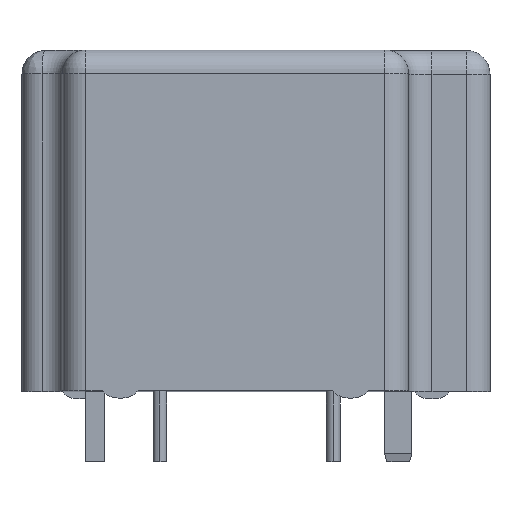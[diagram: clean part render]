
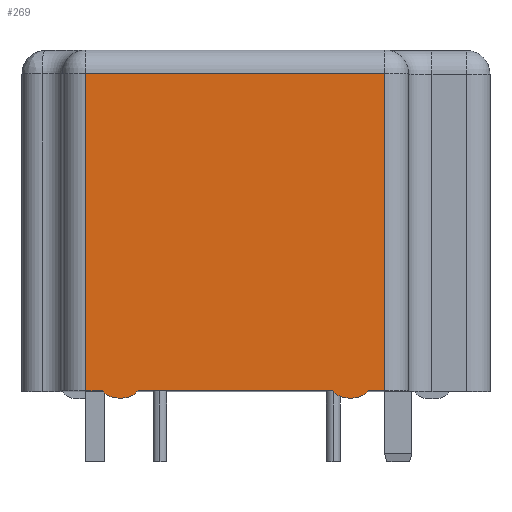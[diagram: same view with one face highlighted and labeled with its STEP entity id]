
A CAD part, top view. The second image highlights one B-rep face of the part: STEP entity #269.
In plain terms, the highlighted planar face has unit normal (0, 0, 1).
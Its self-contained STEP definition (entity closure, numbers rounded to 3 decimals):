
#13 = DIRECTION ( 'NONE',  ( 0., 0., 1. ) ) ;
#17 = CARTESIAN_POINT ( 'NONE',  ( -7.826, 0., 16.255 ) ) ;
#24 = DIRECTION ( 'NONE',  ( 1., 0., 0. ) ) ;
#25 = CIRCLE ( 'NONE', #1373, 1.2 ) ;
#32 = DIRECTION ( 'NONE',  ( -1., 0., 0. ) ) ;
#38 = DIRECTION ( 'NONE',  ( 1., 0., 0. ) ) ;
#46 = VERTEX_POINT ( 'NONE', #644 ) ;
#74 = DIRECTION ( 'NONE',  ( 1., 0., 0. ) ) ;
#93 = EDGE_CURVE ( 'NONE', #1486, #2185, #1638, .T. ) ;
#136 = VECTOR ( 'NONE', #1795, 1000. ) ;
#145 = VECTOR ( 'NONE', #2066, 1000. ) ;
#151 = EDGE_CURVE ( 'NONE', #354, #2172, #25, .T. ) ;
#174 = VECTOR ( 'NONE', #1621, 1000. ) ;
#194 = CARTESIAN_POINT ( 'NONE',  ( -8.086, 1.2, 16.255 ) ) ;
#230 = LINE ( 'NONE', #1461, #174 ) ;
#269 = ADVANCED_FACE ( 'NONE', ( #759 ), #975, .F. ) ;
#309 = EDGE_CURVE ( 'NONE', #2172, #1705, #824, .T. ) ;
#354 = VERTEX_POINT ( 'NONE', #536 ) ;
#364 = CARTESIAN_POINT ( 'NONE',  ( 5.666, 1.2, 16.255 ) ) ;
#382 = CARTESIAN_POINT ( 'NONE',  ( 7.556, 0.43, 16.255 ) ) ;
#388 = CARTESIAN_POINT ( 'NONE',  ( 7.556, 83.337, 16.255 ) ) ;
#392 = CARTESIAN_POINT ( 'NONE',  ( -11.356, 19.02, 16.255 ) ) ;
#400 = ORIENTED_EDGE ( 'NONE', *, *, #1987, .T. ) ;
#420 = CARTESIAN_POINT ( 'NONE',  ( -11.356, 0.43, 16.255 ) ) ;
#428 = CARTESIAN_POINT ( 'NONE',  ( 6.586, 0.43, 16.255 ) ) ;
#456 = CARTESIAN_POINT ( 'NONE',  ( 7.556, 19.02, 16.255 ) ) ;
#471 = VERTEX_POINT ( 'NONE', #799 ) ;
#480 = DIRECTION ( 'NONE',  ( 0., 0., -1. ) ) ;
#487 = CARTESIAN_POINT ( 'NONE',  ( 5.666, 0., 16.255 ) ) ;
#505 = ORIENTED_EDGE ( 'NONE', *, *, #1825, .T. ) ;
#536 = CARTESIAN_POINT ( 'NONE',  ( 4.486, 0.43, 16.255 ) ) ;
#603 = CARTESIAN_POINT ( 'NONE',  ( -6.906, 0.43, 16.255 ) ) ;
#644 = CARTESIAN_POINT ( 'NONE',  ( -9.976, 19.02, 16.255 ) ) ;
#663 = VECTOR ( 'NONE', #1654, 1000. ) ;
#669 = LINE ( 'NONE', #388, #663 ) ;
#749 = CARTESIAN_POINT ( 'NONE',  ( -9.006, 0.43, 16.255 ) ) ;
#759 = FACE_OUTER_BOUND ( 'NONE', #1954, .T. ) ;
#799 = CARTESIAN_POINT ( 'NONE',  ( -8.086, 0., 16.255 ) ) ;
#824 = LINE ( 'NONE', #1933, #2399 ) ;
#922 = DIRECTION ( 'NONE',  ( -1., 0., 0. ) ) ;
#926 = VERTEX_POINT ( 'NONE', #749 ) ;
#975 = PLANE ( 'NONE',  #1949 ) ;
#991 = EDGE_CURVE ( 'NONE', #2185, #1133, #669, .T. ) ;
#998 = EDGE_CURVE ( 'NONE', #1705, #1486, #2266, .T. ) ;
#1052 = LINE ( 'NONE', #420, #1118 ) ;
#1087 = CARTESIAN_POINT ( 'NONE',  ( -11.356, 0.43, 16.255 ) ) ;
#1112 = VERTEX_POINT ( 'NONE', #17 ) ;
#1118 = VECTOR ( 'NONE', #24, 1000. ) ;
#1133 = VERTEX_POINT ( 'NONE', #456 ) ;
#1185 = ORIENTED_EDGE ( 'NONE', *, *, #151, .T. ) ;
#1234 = DIRECTION ( 'NONE',  ( -1., 0., 0. ) ) ;
#1244 = EDGE_CURVE ( 'NONE', #1112, #1931, #2362, .T. ) ;
#1283 = DIRECTION ( 'NONE',  ( -1., 0., 0. ) ) ;
#1296 = DIRECTION ( 'NONE',  ( 0., 0., 1. ) ) ;
#1323 = ORIENTED_EDGE ( 'NONE', *, *, #1382, .T. ) ;
#1326 = ORIENTED_EDGE ( 'NONE', *, *, #2091, .T. ) ;
#1347 = EDGE_CURVE ( 'NONE', #1479, #926, #1962, .T. ) ;
#1357 = ORIENTED_EDGE ( 'NONE', *, *, #309, .T. ) ;
#1373 = AXIS2_PLACEMENT_3D ( 'NONE', #1701, #13, #922 ) ;
#1382 = EDGE_CURVE ( 'NONE', #46, #1479, #1797, .T. ) ;
#1389 = ORIENTED_EDGE ( 'NONE', *, *, #991, .T. ) ;
#1454 = ORIENTED_EDGE ( 'NONE', *, *, #93, .T. ) ;
#1455 = AXIS2_PLACEMENT_3D ( 'NONE', #194, #2419, #2361 ) ;
#1461 = CARTESIAN_POINT ( 'NONE',  ( -8.086, 0., 16.255 ) ) ;
#1479 = VERTEX_POINT ( 'NONE', #1728 ) ;
#1486 = VERTEX_POINT ( 'NONE', #428 ) ;
#1558 = CARTESIAN_POINT ( 'NONE',  ( 5.406, 0., 16.255 ) ) ;
#1602 = CARTESIAN_POINT ( 'NONE',  ( -11.356, 83.337, 16.255 ) ) ;
#1621 = DIRECTION ( 'NONE',  ( 1., 0., 0. ) ) ;
#1628 = VECTOR ( 'NONE', #38, 1000. ) ;
#1638 = LINE ( 'NONE', #1087, #1628 ) ;
#1654 = DIRECTION ( 'NONE',  ( 0., 1., 0. ) ) ;
#1701 = CARTESIAN_POINT ( 'NONE',  ( 5.406, 1.2, 16.255 ) ) ;
#1705 = VERTEX_POINT ( 'NONE', #487 ) ;
#1708 = DIRECTION ( 'NONE',  ( 0., 0., 1. ) ) ;
#1728 = CARTESIAN_POINT ( 'NONE',  ( -9.976, 0.43, 16.255 ) ) ;
#1771 = EDGE_CURVE ( 'NONE', #471, #1112, #230, .T. ) ;
#1773 = DIRECTION ( 'NONE',  ( 1., 0., 0. ) ) ;
#1787 = AXIS2_PLACEMENT_3D ( 'NONE', #2355, #1708, #74 ) ;
#1795 = DIRECTION ( 'NONE',  ( 0., -1., 0. ) ) ;
#1797 = LINE ( 'NONE', #2380, #136 ) ;
#1825 = EDGE_CURVE ( 'NONE', #1931, #354, #1052, .T. ) ;
#1859 = VECTOR ( 'NONE', #32, 1000. ) ;
#1878 = LINE ( 'NONE', #392, #1859 ) ;
#1902 = CIRCLE ( 'NONE', #1455, 1.2 ) ;
#1931 = VERTEX_POINT ( 'NONE', #603 ) ;
#1933 = CARTESIAN_POINT ( 'NONE',  ( 5.666, 0., 16.255 ) ) ;
#1949 = AXIS2_PLACEMENT_3D ( 'NONE', #1602, #480, #1234 ) ;
#1954 = EDGE_LOOP ( 'NONE', ( #1326, #1323, #2245, #400, #2284, #1964, #505, #1185, #1357, #2305, #1454, #1389 ) ) ;
#1962 = LINE ( 'NONE', #2394, #145 ) ;
#1964 = ORIENTED_EDGE ( 'NONE', *, *, #1244, .T. ) ;
#1987 = EDGE_CURVE ( 'NONE', #926, #471, #1902, .T. ) ;
#2066 = DIRECTION ( 'NONE',  ( 1., 0., 0. ) ) ;
#2091 = EDGE_CURVE ( 'NONE', #1133, #46, #1878, .T. ) ;
#2172 = VERTEX_POINT ( 'NONE', #1558 ) ;
#2185 = VERTEX_POINT ( 'NONE', #382 ) ;
#2245 = ORIENTED_EDGE ( 'NONE', *, *, #1347, .T. ) ;
#2266 = CIRCLE ( 'NONE', #2281, 1.2 ) ;
#2281 = AXIS2_PLACEMENT_3D ( 'NONE', #364, #1296, #1283 ) ;
#2284 = ORIENTED_EDGE ( 'NONE', *, *, #1771, .T. ) ;
#2305 = ORIENTED_EDGE ( 'NONE', *, *, #998, .T. ) ;
#2355 = CARTESIAN_POINT ( 'NONE',  ( -7.826, 1.2, 16.255 ) ) ;
#2361 = DIRECTION ( 'NONE',  ( 1., 0., 0. ) ) ;
#2362 = CIRCLE ( 'NONE', #1787, 1.2 ) ;
#2380 = CARTESIAN_POINT ( 'NONE',  ( -9.976, 83.337, 16.255 ) ) ;
#2394 = CARTESIAN_POINT ( 'NONE',  ( -11.356, 0.43, 16.255 ) ) ;
#2399 = VECTOR ( 'NONE', #1773, 1000. ) ;
#2419 = DIRECTION ( 'NONE',  ( 0., 0., 1. ) ) ;
